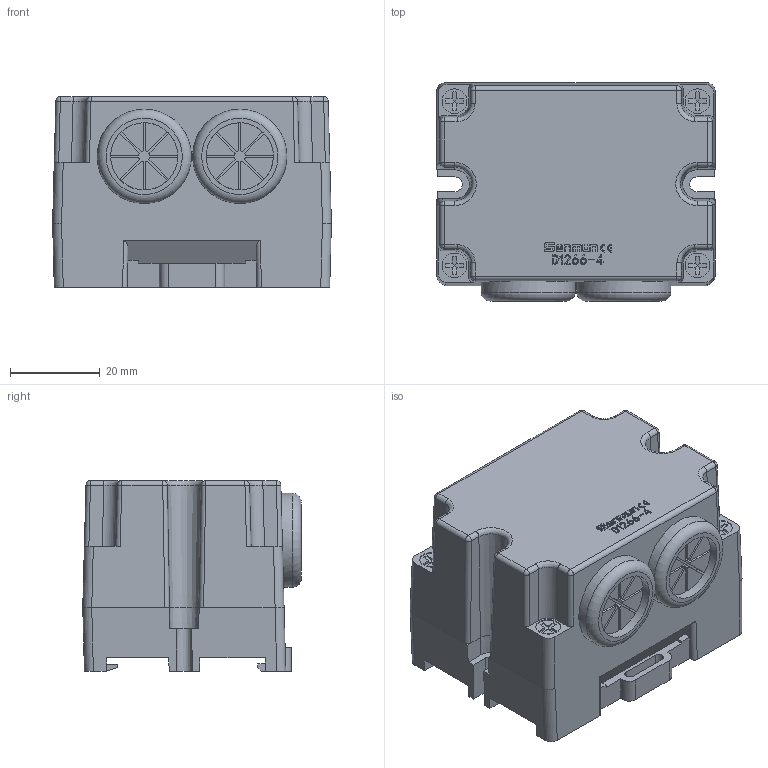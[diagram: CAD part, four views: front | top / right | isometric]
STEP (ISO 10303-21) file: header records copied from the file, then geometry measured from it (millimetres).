
FILE_DESCRIPTION(/* description */ (''),/* implementation_level */ '2;1');
FILE_NAME(/* name */ 'D1266-4 3D.stp',/* time_stamp */ '2024-08-15T13:40:46+08:00',/* author */ (''),/* organization */ (''),/* preprocessor_version */ 'ST-DEVELOPER v14',/* originating_system */ 'SIEMENS PLM Software NX 8.0',/* authorisation */ '');
FILE_SCHEMA (('AUTOMOTIVE_DESIGN { 1 0 10303 214 3 1 1 1 }'));
Length unit declared in the file: millimetre
Products named in the file (1): D1266-4 3D_stp
Bounding box: 62.16 x 48.72 x 42.5 mm (x, y, z)
Volume: 105251 mm3; surface area: 16698 mm2
Topology: 1 solids, 1 shells, 468 faces, 1222 edges, 778 vertices
Faces by surface type: plane 323, cylinder 104, sphere 12, extrusion 11, cone 8, bspline 6, torus 4
Full cylindrical faces by diameter (mm): 5.5 x4, 15 x2, 21 x2
Entity records: 15918 total; most frequent: CARTESIAN_POINT 3371, ORIENTED_EDGE 2392, DIRECTION 2323, EDGE_CURVE 1196, VECTOR 911, LINE 900, VERTEX_POINT 776, AXIS2_PLACEMENT_3D 706
